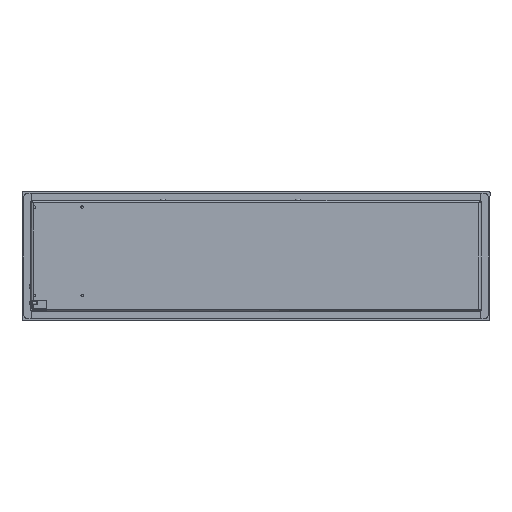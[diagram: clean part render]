
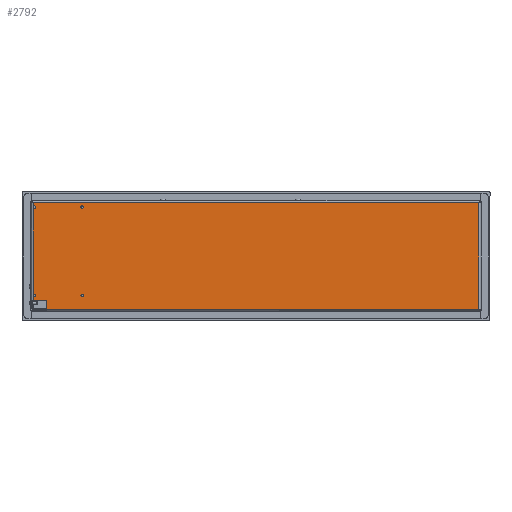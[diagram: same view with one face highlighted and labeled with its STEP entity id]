
A CAD part, front view. The second image highlights one B-rep face of the part: STEP entity #2792.
In plain terms, the highlighted planar face has unit normal (0, -1, 0).
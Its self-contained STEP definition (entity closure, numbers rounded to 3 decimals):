
#484 = PLANE ( 'NONE',  #6909 ) ;
#962 = VERTEX_POINT ( 'NONE', #22664 ) ;
#1700 = VERTEX_POINT ( 'NONE', #32260 ) ;
#1956 = DIRECTION ( 'NONE',  ( 0., -1., 0. ) ) ;
#2791 = EDGE_LOOP ( 'NONE', ( #39684 ) ) ;
#2792 = ADVANCED_FACE ( 'NONE', ( #24890, #4441, #39038, #15126, #21402 ), #484, .T. ) ;
#3012 = EDGE_CURVE ( 'NONE', #7500, #27814, #40819, .T. ) ;
#3071 = EDGE_LOOP ( 'NONE', ( #25240, #18998, #16029, #5395, #4297, #34431 ) ) ;
#4240 = EDGE_CURVE ( 'NONE', #962, #19334, #37487, .T. ) ;
#4297 = ORIENTED_EDGE ( 'NONE', *, *, #28729, .F. ) ;
#4441 = FACE_BOUND ( 'NONE', #44790, .T. ) ;
#4531 = EDGE_CURVE ( 'NONE', #17335, #17335, #28295, .T. ) ;
#4900 = CARTESIAN_POINT ( 'NONE',  ( -284.5, -160., -67. ) ) ;
#5395 = ORIENTED_EDGE ( 'NONE', *, *, #45328, .F. ) ;
#5496 = AXIS2_PLACEMENT_3D ( 'NONE', #23346, #1956, #44932 ) ;
#6909 = AXIS2_PLACEMENT_3D ( 'NONE', #35559, #42996, #17903 ) ;
#7018 = DIRECTION ( 'NONE',  ( -1., 0., 0. ) ) ;
#7500 = VERTEX_POINT ( 'NONE', #35587 ) ;
#7697 = LINE ( 'NONE', #28579, #28765 ) ;
#9045 = CARTESIAN_POINT ( 'NONE',  ( -342.5, -160., -72.4 ) ) ;
#11555 = AXIS2_PLACEMENT_3D ( 'NONE', #34747, #35205, #14077 ) ;
#12177 = EDGE_CURVE ( 'NONE', #27814, #962, #23279, .T. ) ;
#12941 = AXIS2_PLACEMENT_3D ( 'NONE', #19056, #43682, #37371 ) ;
#13193 = CARTESIAN_POINT ( 'NONE',  ( 0., -160., 86.9 ) ) ;
#13545 = EDGE_CURVE ( 'NONE', #32174, #32174, #44811, .T. ) ;
#14077 = DIRECTION ( 'NONE',  ( 0., 0., -1. ) ) ;
#14840 = DIRECTION ( 'NONE',  ( 0., 0., -1. ) ) ;
#15126 = FACE_BOUND ( 'NONE', #37529, .T. ) ;
#15452 = CARTESIAN_POINT ( 'NONE',  ( -362.5, -160., 78. ) ) ;
#15454 = ORIENTED_EDGE ( 'NONE', *, *, #26077, .F. ) ;
#15931 = CIRCLE ( 'NONE', #12941, 2. ) ;
#15979 = DIRECTION ( 'NONE',  ( -1., 0., 0. ) ) ;
#16029 = ORIENTED_EDGE ( 'NONE', *, *, #28895, .F. ) ;
#16166 = VERTEX_POINT ( 'NONE', #30331 ) ;
#16188 = DIRECTION ( 'NONE',  ( 0., 0., 1. ) ) ;
#17335 = VERTEX_POINT ( 'NONE', #28230 ) ;
#17903 = DIRECTION ( 'NONE',  ( 0., 0., -1. ) ) ;
#18196 = CARTESIAN_POINT ( 'NONE',  ( -284.5, -160., 80. ) ) ;
#18427 = DIRECTION ( 'NONE',  ( 0., -1., 0. ) ) ;
#18537 = LINE ( 'NONE', #28532, #37592 ) ;
#18998 = ORIENTED_EDGE ( 'NONE', *, *, #4240, .T. ) ;
#19056 = CARTESIAN_POINT ( 'NONE',  ( -362.5, -160., -65. ) ) ;
#19334 = VERTEX_POINT ( 'NONE', #9045 ) ;
#21402 = FACE_OUTER_BOUND ( 'NONE', #3071, .T. ) ;
#22543 = ORIENTED_EDGE ( 'NONE', *, *, #13545, .F. ) ;
#22664 = CARTESIAN_POINT ( 'NONE',  ( -364.9, -160., -72.4 ) ) ;
#23279 = LINE ( 'NONE', #33924, #29097 ) ;
#23346 = CARTESIAN_POINT ( 'NONE',  ( -362.5, -160., 80. ) ) ;
#24590 = AXIS2_PLACEMENT_3D ( 'NONE', #18196, #18427, #32579 ) ;
#24890 = FACE_BOUND ( 'NONE', #2791, .T. ) ;
#25240 = ORIENTED_EDGE ( 'NONE', *, *, #12177, .T. ) ;
#26077 = EDGE_CURVE ( 'NONE', #39955, #39955, #31601, .T. ) ;
#27814 = VERTEX_POINT ( 'NONE', #42632 ) ;
#28230 = CARTESIAN_POINT ( 'NONE',  ( -284.5, -160., 78. ) ) ;
#28295 = CIRCLE ( 'NONE', #24590, 2. ) ;
#28532 = CARTESIAN_POINT ( 'NONE',  ( 364.9, -160., 87.793 ) ) ;
#28579 = CARTESIAN_POINT ( 'NONE',  ( 0., -160., -86.9 ) ) ;
#28729 = EDGE_CURVE ( 'NONE', #7500, #32418, #18537, .T. ) ;
#28765 = VECTOR ( 'NONE', #7018, 1000. ) ;
#28895 = EDGE_CURVE ( 'NONE', #1700, #19334, #33143, .T. ) ;
#29097 = VECTOR ( 'NONE', #33252, 1000. ) ;
#29155 = VECTOR ( 'NONE', #15979, 1000. ) ;
#30331 = CARTESIAN_POINT ( 'NONE',  ( -362.5, -160., -67. ) ) ;
#30932 = VECTOR ( 'NONE', #16188, 1000. ) ;
#31601 = CIRCLE ( 'NONE', #11555, 2. ) ;
#32174 = VERTEX_POINT ( 'NONE', #15452 ) ;
#32260 = CARTESIAN_POINT ( 'NONE',  ( -342.5, -160., -86.9 ) ) ;
#32418 = VERTEX_POINT ( 'NONE', #34103 ) ;
#32579 = DIRECTION ( 'NONE',  ( 0., 0., -1. ) ) ;
#33143 = LINE ( 'NONE', #40347, #30932 ) ;
#33252 = DIRECTION ( 'NONE',  ( 0., 0., -1. ) ) ;
#33455 = VECTOR ( 'NONE', #40525, 1000. ) ;
#33924 = CARTESIAN_POINT ( 'NONE',  ( -364.9, -160., 87.793 ) ) ;
#34103 = CARTESIAN_POINT ( 'NONE',  ( 364.9, -160., -86.9 ) ) ;
#34431 = ORIENTED_EDGE ( 'NONE', *, *, #3012, .T. ) ;
#34714 = EDGE_LOOP ( 'NONE', ( #45746 ) ) ;
#34747 = CARTESIAN_POINT ( 'NONE',  ( -284.5, -160., -65. ) ) ;
#35205 = DIRECTION ( 'NONE',  ( 0., -1., 0. ) ) ;
#35559 = CARTESIAN_POINT ( 'NONE',  ( 0., -160., 0. ) ) ;
#35587 = CARTESIAN_POINT ( 'NONE',  ( 364.9, -160., 86.9 ) ) ;
#37371 = DIRECTION ( 'NONE',  ( 0., 0., -1. ) ) ;
#37487 = LINE ( 'NONE', #43786, #33455 ) ;
#37529 = EDGE_LOOP ( 'NONE', ( #22543 ) ) ;
#37592 = VECTOR ( 'NONE', #14840, 1000. ) ;
#39038 = FACE_BOUND ( 'NONE', #34714, .T. ) ;
#39253 = EDGE_CURVE ( 'NONE', #16166, #16166, #15931, .T. ) ;
#39684 = ORIENTED_EDGE ( 'NONE', *, *, #4531, .F. ) ;
#39955 = VERTEX_POINT ( 'NONE', #4900 ) ;
#40347 = CARTESIAN_POINT ( 'NONE',  ( -342.5, -160., 0. ) ) ;
#40525 = DIRECTION ( 'NONE',  ( 1., 0., 0. ) ) ;
#40819 = LINE ( 'NONE', #13193, #29155 ) ;
#42632 = CARTESIAN_POINT ( 'NONE',  ( -364.9, -160., 86.9 ) ) ;
#42996 = DIRECTION ( 'NONE',  ( 0., -1., 0. ) ) ;
#43682 = DIRECTION ( 'NONE',  ( 0., -1., 0. ) ) ;
#43786 = CARTESIAN_POINT ( 'NONE',  ( 0., -160., -72.4 ) ) ;
#44790 = EDGE_LOOP ( 'NONE', ( #15454 ) ) ;
#44811 = CIRCLE ( 'NONE', #5496, 2. ) ;
#44932 = DIRECTION ( 'NONE',  ( 0., 0., -1. ) ) ;
#45328 = EDGE_CURVE ( 'NONE', #32418, #1700, #7697, .T. ) ;
#45746 = ORIENTED_EDGE ( 'NONE', *, *, #39253, .F. ) ;
